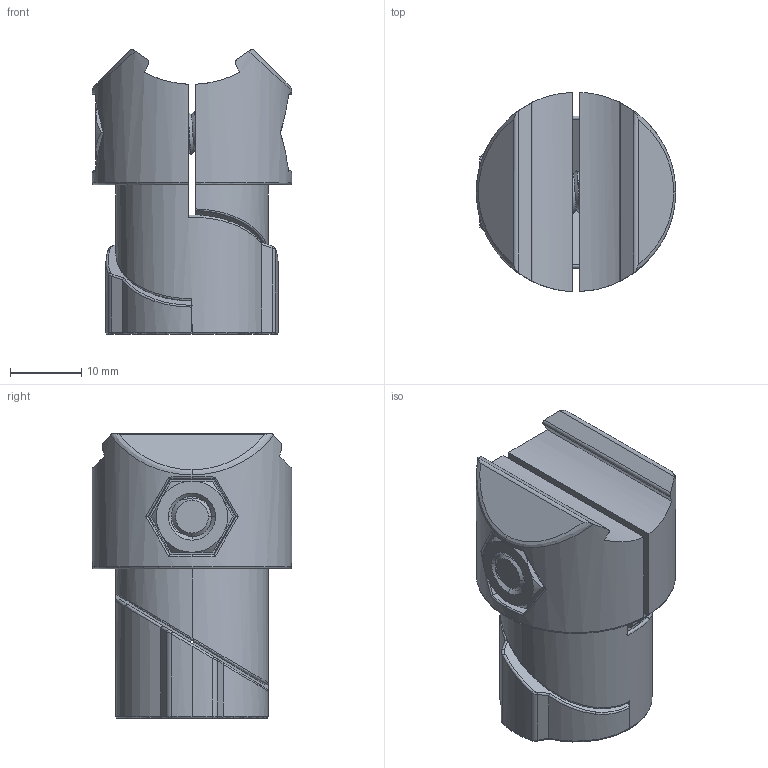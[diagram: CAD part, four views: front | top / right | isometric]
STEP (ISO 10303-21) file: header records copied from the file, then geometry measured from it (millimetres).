
FILE_DESCRIPTION (( 'STEP AP214' ), '1' );
FILE_NAME ('B398 Ò-ñîåäèíèòåëü âíóòðåííèé äëÿ òðóáíûõ ïðîôèëåé Ô28.stp.STEP', '2024-01-29T09:21:34', ( '' ), ( '' ), 'SwSTEP 2.0', 'SolidWorks 2022', '' );
FILE_SCHEMA (( 'AUTOMOTIVE_DESIGN' ));
Length unit declared in the file: millimetre
Products named in the file (1): B398 Т-соединитель внутренний для трубных профилей Ф28.stp
Bounding box: 28 x 27.98 x 40 mm (x, y, z)
Volume: 15686.9 mm3; surface area: 8809.6 mm2
Topology: 4 solids, 4 shells, 299 faces, 802 edges, 519 vertices
Faces by surface type: cylinder 104, plane 76, bspline 56, torus 36, cone 27
Entity records: 21207 total; most frequent: CARTESIAN_POINT 11276, ORIENTED_EDGE 1604, DIRECTION 1014, EDGE_CURVE 802, VERTEX_POINT 519, B_SPLINE_CURVE_WITH_KNOTS 404, AXIS2_PLACEMENT_3D 374, EDGE_LOOP 313
